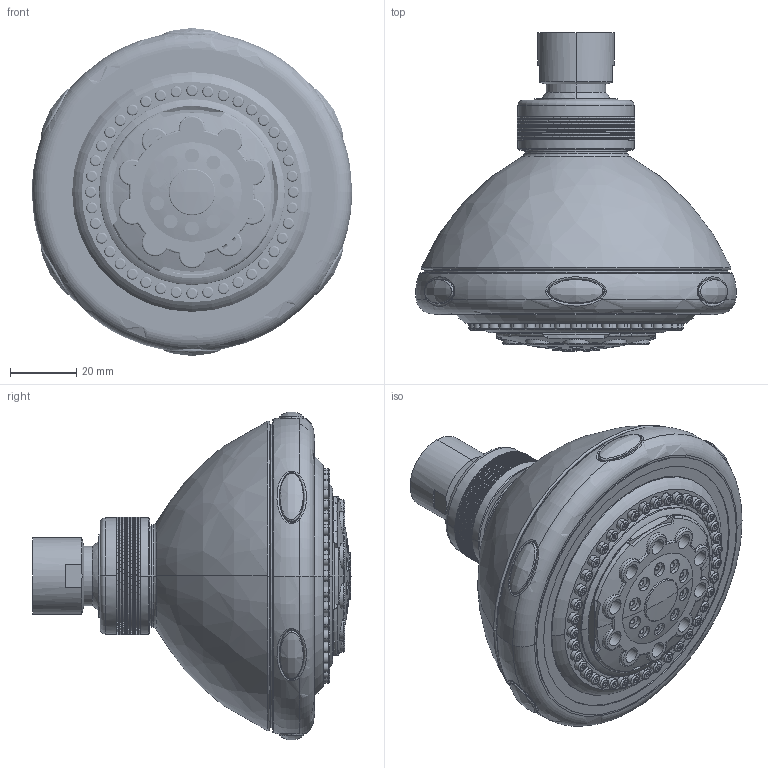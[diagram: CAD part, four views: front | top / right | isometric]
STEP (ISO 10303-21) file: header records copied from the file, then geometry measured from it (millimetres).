
FILE_DESCRIPTION((''),'2;1');
FILE_NAME('4071302CR','2021-11-22T08:51:08',('ut3'),('PAFFONI SpA'),'CREO PARAMETRIC BY PTC INC, 2020044','CREO PARAMETRIC BY PTC INC, 2020044','');
FILE_SCHEMA(('CONFIG_CONTROL_DESIGN','SHAPE_APPEARANCE_LAYERS_GROUPS'));
Products named in the file (1): 4071302CR
Bounding box: 96.7 x 96.16 x 98.91 mm (x, y, z)
Volume: 7151.5 mm3; surface area: 94258.7 mm2
Topology: 3 solids, 4 shells, 5914 faces, 14890 edges, 9872 vertices
Faces by surface type: plane 4031, cylinder 1335, torus 231, cone 133, bspline 125, extrusion 34, sphere 25
Entity records: 243656 total; most frequent: CARTESIAN_POINT 60635, ORIENTED_EDGE 29733, DIRECTION 27065, PRESENTATION_STYLE_ASSIGNMENT 14872, STYLED_ITEM 14872, CURVE_STYLE 14868, EDGE_CURVE 14868, AXIS2_PLACEMENT_3D 11011
